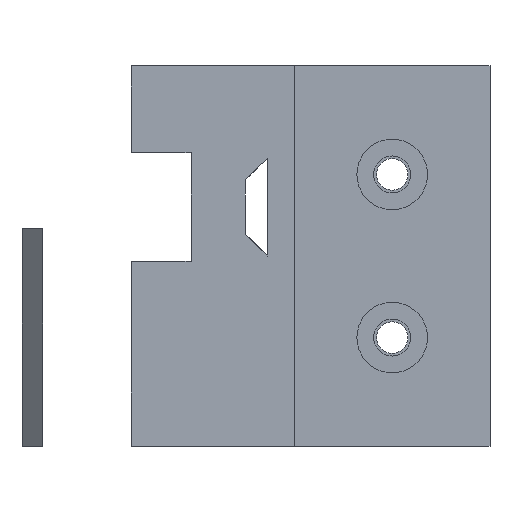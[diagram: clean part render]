
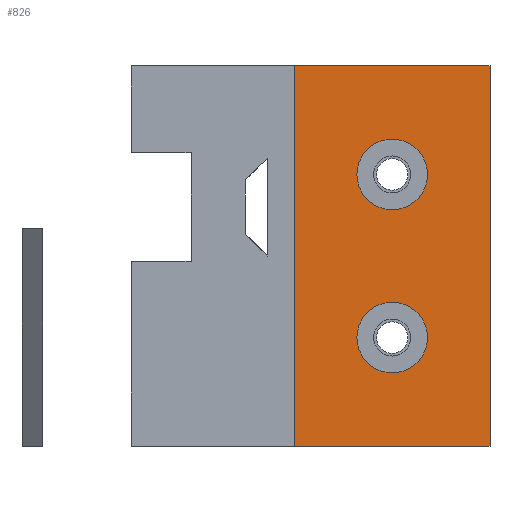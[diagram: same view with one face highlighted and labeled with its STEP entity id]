
A CAD part, front view. The second image highlights one B-rep face of the part: STEP entity #826.
In plain terms, the highlighted planar face has unit normal (0, -1, 0).
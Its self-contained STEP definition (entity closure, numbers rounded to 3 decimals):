
#21=FACE_BOUND('',#132,.T.);
#22=FACE_BOUND('',#133,.T.);
#38=CIRCLE('',#889,3.25);
#42=CIRCLE('',#896,3.25);
#84=FACE_OUTER_BOUND('',#131,.T.);
#131=EDGE_LOOP('',(#657,#658,#659,#660));
#132=EDGE_LOOP('',(#661));
#133=EDGE_LOOP('',(#662));
#215=LINE('',#1316,#307);
#217=LINE('',#1320,#309);
#218=LINE('',#1322,#310);
#219=LINE('',#1323,#311);
#307=VECTOR('',#1084,10.);
#309=VECTOR('',#1088,10.);
#310=VECTOR('',#1089,10.);
#311=VECTOR('',#1090,10.);
#369=VERTEX_POINT('',#1223);
#373=VERTEX_POINT('',#1236);
#401=VERTEX_POINT('',#1313);
#402=VERTEX_POINT('',#1315);
#403=VERTEX_POINT('',#1319);
#404=VERTEX_POINT('',#1321);
#455=EDGE_CURVE('',#369,#369,#38,.T.);
#461=EDGE_CURVE('',#373,#373,#42,.T.);
#500=EDGE_CURVE('',#402,#401,#215,.T.);
#502=EDGE_CURVE('',#403,#401,#217,.T.);
#503=EDGE_CURVE('',#404,#403,#218,.T.);
#504=EDGE_CURVE('',#402,#404,#219,.T.);
#657=ORIENTED_EDGE('',*,*,#502,.F.);
#658=ORIENTED_EDGE('',*,*,#503,.F.);
#659=ORIENTED_EDGE('',*,*,#504,.F.);
#660=ORIENTED_EDGE('',*,*,#500,.T.);
#661=ORIENTED_EDGE('',*,*,#455,.T.);
#662=ORIENTED_EDGE('',*,*,#461,.T.);
#784=PLANE('',#914);
#826=ADVANCED_FACE('',(#84,#21,#22),#784,.F.);
#889=AXIS2_PLACEMENT_3D('',#1224,#1000,#1001);
#896=AXIS2_PLACEMENT_3D('',#1237,#1016,#1017);
#914=AXIS2_PLACEMENT_3D('',#1318,#1086,#1087);
#1000=DIRECTION('center_axis',(0.,1.,0.));
#1001=DIRECTION('ref_axis',(1.,0.,0.));
#1016=DIRECTION('center_axis',(0.,1.,0.));
#1017=DIRECTION('ref_axis',(1.,0.,0.));
#1084=DIRECTION('',(0.,0.,-1.));
#1086=DIRECTION('center_axis',(0.,1.,0.));
#1087=DIRECTION('ref_axis',(1.,0.,0.));
#1088=DIRECTION('',(-1.,0.,0.));
#1089=DIRECTION('',(0.,0.,-1.));
#1090=DIRECTION('',(1.,0.,0.));
#1223=CARTESIAN_POINT('',(12.75,-6.44,25.));
#1224=CARTESIAN_POINT('Origin',(16.,-6.44,25.));
#1236=CARTESIAN_POINT('',(12.75,-6.44,10.));
#1237=CARTESIAN_POINT('Origin',(16.,-6.44,10.));
#1313=CARTESIAN_POINT('',(7.,-6.44,0.));
#1315=CARTESIAN_POINT('',(7.,-6.44,35.));
#1316=CARTESIAN_POINT('',(7.,-6.44,35.));
#1318=CARTESIAN_POINT('Origin',(7.,-6.44,35.));
#1319=CARTESIAN_POINT('',(25.,-6.44,0.));
#1320=CARTESIAN_POINT('',(7.75,-6.44,0.));
#1321=CARTESIAN_POINT('',(25.,-6.44,35.));
#1322=CARTESIAN_POINT('',(25.,-6.44,17.5));
#1323=CARTESIAN_POINT('',(7.75,-6.44,35.));
